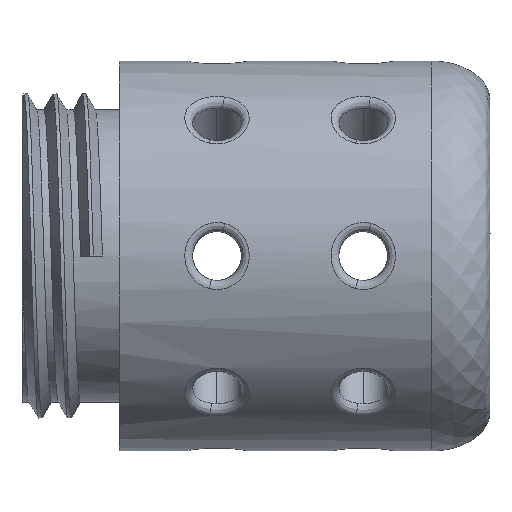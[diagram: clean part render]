
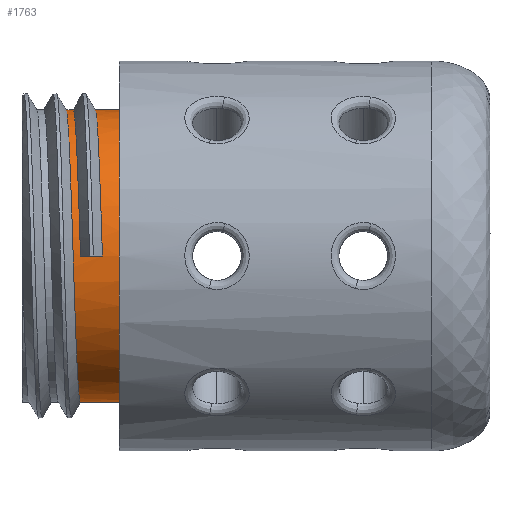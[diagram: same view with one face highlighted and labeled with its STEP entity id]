
A CAD part, left-side view. The second image highlights one B-rep face of the part: STEP entity #1763.
In plain terms, the highlighted cylindrical face has radius 15 mm (diameter 30 mm), a partial arc.
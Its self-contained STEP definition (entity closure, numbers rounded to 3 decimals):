
#199 = DIRECTION ( 'NONE',  ( 0., -1., 0. ) ) ;
#384 = CARTESIAN_POINT ( 'NONE',  ( -12.135, 2.05, 8.817 ) ) ;
#510 = CARTESIAN_POINT ( 'NONE',  ( -9.271, 5.2, 12.76 ) ) ;
#641 = VERTEX_POINT ( 'NONE', #20692 ) ;
#739 = CARTESIAN_POINT ( 'NONE',  ( -4.635, 4.15, -14.266 ) ) ;
#1672 = VECTOR ( 'NONE', #5059, 1000. ) ;
#1718 = LINE ( 'NONE', #22758, #1672 ) ;
#1763 = ADVANCED_FACE ( 'NONE', ( #16993 ), #20226, .T. ) ;
#2448 = ORIENTED_EDGE ( 'NONE', *, *, #15985, .T. ) ;
#2476 = VERTEX_POINT ( 'NONE', #5220 ) ;
#2478 = CARTESIAN_POINT ( 'NONE',  ( -15., 4.6, -4.874 ) ) ;
#2599 = VERTEX_POINT ( 'NONE', #8479 ) ;
#3690 = CARTESIAN_POINT ( 'NONE',  ( -12.135, 4.3, 8.817 ) ) ;
#3968 = CARTESIAN_POINT ( 'NONE',  ( -4.635, 5.35, 14.266 ) ) ;
#3987 = CARTESIAN_POINT ( 'NONE',  ( 0., 4.75, 15. ) ) ;
#4201 = CARTESIAN_POINT ( 'NONE',  ( -12.135, 4.45, -8.817 ) ) ;
#4796 = DIRECTION ( 'NONE',  ( 0., 0., 1. ) ) ;
#5059 = DIRECTION ( 'NONE',  ( 0., -1., 0. ) ) ;
#5220 = CARTESIAN_POINT ( 'NONE',  ( 0., 5.5, 15. ) ) ;
#5281 = VECTOR ( 'NONE', #7656, 1000. ) ;
#5433 = EDGE_CURVE ( 'NONE', #641, #2599, #8114, .T. ) ;
#5577 = CARTESIAN_POINT ( 'NONE',  ( -2.376, 2.423, 15. ) ) ;
#5643 = CARTESIAN_POINT ( 'NONE',  ( -15., 4.15, 4.874 ) ) ;
#5696 = CARTESIAN_POINT ( 'NONE',  ( -2.376, 5.423, 15. ) ) ;
#5882 = CARTESIAN_POINT ( 'NONE',  ( 0., 4.75, 15. ) ) ;
#5909 = LINE ( 'NONE', #11249, #5281 ) ;
#6493 =( BOUNDED_CURVE ( )  B_SPLINE_CURVE ( 2, ( #9067, #5696, #3968, #510, #14623, #12995, #12877, #2478, #4201, #9521, #739, #7784, #16116 ),
 .UNSPECIFIED., .F., .F. ) 
 B_SPLINE_CURVE_WITH_KNOTS ( ( 3, 2, 2, 2, 2, 2, 3 ),
 ( 0.583, 0.6, 0.633, 0.667, 0.7, 0.733, 0.75 ),
 .UNSPECIFIED. ) 
 CURVE ( )  GEOMETRIC_REPRESENTATION_ITEM ( )  RATIONAL_B_SPLINE_CURVE ( ( 0.976, 0.976, 1., 0.951, 1., 0.951, 1., 0.951, 1., 0.951, 1., 0.976, 0.976 ) ) 
 REPRESENTATION_ITEM ( '' )  );
#6587 = DIRECTION ( 'NONE',  ( 0., -1., 0. ) ) ;
#6841 = VERTEX_POINT ( 'NONE', #7590 ) ;
#7590 = CARTESIAN_POINT ( 'NONE',  ( 0., 0., -15. ) ) ;
#7656 = DIRECTION ( 'NONE',  ( 0., -1., 0. ) ) ;
#7784 = CARTESIAN_POINT ( 'NONE',  ( -2.376, 4.077, -15. ) ) ;
#7853 = EDGE_CURVE ( 'NONE', #2476, #18714, #8988, .T. ) ;
#7877 = CARTESIAN_POINT ( 'NONE',  ( 0., 0., 15. ) ) ;
#8114 =( BOUNDED_CURVE ( )  B_SPLINE_CURVE ( 2, ( #11269, #5577, #18301, #18183, #384, #21548, #9411 ),
 .UNSPECIFIED., .F., .F. ) 
 B_SPLINE_CURVE_WITH_KNOTS ( ( 3, 2, 2, 3 ),
 ( 0.917, 0.933, 0.967, 1. ),
 .UNSPECIFIED. ) 
 CURVE ( )  GEOMETRIC_REPRESENTATION_ITEM ( )  RATIONAL_B_SPLINE_CURVE ( ( 0.976, 0.976, 1., 0.951, 1., 0.951, 1. ) ) 
 REPRESENTATION_ITEM ( '' )  );
#8479 = CARTESIAN_POINT ( 'NONE',  ( -15., 1.75, 0. ) ) ;
#8943 = VERTEX_POINT ( 'NONE', #13534 ) ;
#8988 = LINE ( 'NONE', #12683, #10771 ) ;
#9018 = CARTESIAN_POINT ( 'NONE',  ( -9.271, 4.45, 12.76 ) ) ;
#9067 = CARTESIAN_POINT ( 'NONE',  ( 0., 5.5, 15. ) ) ;
#9411 = CARTESIAN_POINT ( 'NONE',  ( -15., 1.75, 0. ) ) ;
#9521 = CARTESIAN_POINT ( 'NONE',  ( -9.271, 4.3, -12.76 ) ) ;
#9942 = ORIENTED_EDGE ( 'NONE', *, *, #17982, .T. ) ;
#10736 = ORIENTED_EDGE ( 'NONE', *, *, #15570, .F. ) ;
#10771 = VECTOR ( 'NONE', #199, 1000. ) ;
#11198 = AXIS2_PLACEMENT_3D ( 'NONE', #22156, #11988, #4796 ) ;
#11249 = CARTESIAN_POINT ( 'NONE',  ( 0., 10., -15. ) ) ;
#11269 = CARTESIAN_POINT ( 'NONE',  ( 0., 2.5, 15. ) ) ;
#11832 = AXIS2_PLACEMENT_3D ( 'NONE', #21856, #16884, #16769 ) ;
#11988 = DIRECTION ( 'NONE',  ( 0., 1., 0. ) ) ;
#12671 = VERTEX_POINT ( 'NONE', #7877 ) ;
#12683 = CARTESIAN_POINT ( 'NONE',  ( 0., 10., 15. ) ) ;
#12711 =( BOUNDED_CURVE ( )  B_SPLINE_CURVE ( 2, ( #5882, #12945, #21503, #9018, #3690, #5643, #18017 ),
 .UNSPECIFIED., .F., .F. ) 
 B_SPLINE_CURVE_WITH_KNOTS ( ( 3, 2, 2, 3 ),
 ( 0.917, 0.933, 0.967, 1. ),
 .UNSPECIFIED. ) 
 CURVE ( )  GEOMETRIC_REPRESENTATION_ITEM ( )  RATIONAL_B_SPLINE_CURVE ( ( 0.976, 0.976, 1., 0.951, 1., 0.951, 1. ) ) 
 REPRESENTATION_ITEM ( '' )  );
#12877 = CARTESIAN_POINT ( 'NONE',  ( -15., 4.75, 0. ) ) ;
#12945 = CARTESIAN_POINT ( 'NONE',  ( -2.376, 4.673, 15. ) ) ;
#12995 = CARTESIAN_POINT ( 'NONE',  ( -15., 4.9, 4.874 ) ) ;
#13534 = CARTESIAN_POINT ( 'NONE',  ( -15., 4., 0. ) ) ;
#13968 = ORIENTED_EDGE ( 'NONE', *, *, #17292, .F. ) ;
#14150 = CIRCLE ( 'NONE', #11198, 15. ) ;
#14623 = CARTESIAN_POINT ( 'NONE',  ( -12.135, 5.05, 8.817 ) ) ;
#15116 = VERTEX_POINT ( 'NONE', #18053 ) ;
#15570 = EDGE_CURVE ( 'NONE', #8943, #2599, #20585, .T. ) ;
#15985 = EDGE_CURVE ( 'NONE', #2476, #15116, #6493, .T. ) ;
#16116 = CARTESIAN_POINT ( 'NONE',  ( 0., 4., -15. ) ) ;
#16616 = ORIENTED_EDGE ( 'NONE', *, *, #7853, .F. ) ;
#16769 = DIRECTION ( 'NONE',  ( 0., 0., -1. ) ) ;
#16884 = DIRECTION ( 'NONE',  ( 0., -1., 0. ) ) ;
#16895 = EDGE_CURVE ( 'NONE', #6841, #12671, #14150, .T. ) ;
#16993 = FACE_OUTER_BOUND ( 'NONE', #22686, .T. ) ;
#17292 = EDGE_CURVE ( 'NONE', #18714, #8943, #12711, .T. ) ;
#17412 = ORIENTED_EDGE ( 'NONE', *, *, #5433, .T. ) ;
#17982 = EDGE_CURVE ( 'NONE', #15116, #6841, #5909, .T. ) ;
#18017 = CARTESIAN_POINT ( 'NONE',  ( -15., 4., 0. ) ) ;
#18053 = CARTESIAN_POINT ( 'NONE',  ( 0., 4., -15. ) ) ;
#18183 = CARTESIAN_POINT ( 'NONE',  ( -9.271, 2.2, 12.76 ) ) ;
#18301 = CARTESIAN_POINT ( 'NONE',  ( -4.635, 2.35, 14.266 ) ) ;
#18714 = VERTEX_POINT ( 'NONE', #3987 ) ;
#18764 = ORIENTED_EDGE ( 'NONE', *, *, #21234, .F. ) ;
#20105 = VECTOR ( 'NONE', #6587, 1000. ) ;
#20226 = CYLINDRICAL_SURFACE ( 'NONE', #11832, 15. ) ;
#20585 = LINE ( 'NONE', #22432, #20105 ) ;
#20692 = CARTESIAN_POINT ( 'NONE',  ( 0., 2.5, 15. ) ) ;
#21234 = EDGE_CURVE ( 'NONE', #641, #12671, #1718, .T. ) ;
#21503 = CARTESIAN_POINT ( 'NONE',  ( -4.635, 4.6, 14.266 ) ) ;
#21548 = CARTESIAN_POINT ( 'NONE',  ( -15., 1.9, 4.874 ) ) ;
#21856 = CARTESIAN_POINT ( 'NONE',  ( 0., 10., 0. ) ) ;
#22156 = CARTESIAN_POINT ( 'NONE',  ( 0., 0., 0. ) ) ;
#22283 = ORIENTED_EDGE ( 'NONE', *, *, #16895, .T. ) ;
#22432 = CARTESIAN_POINT ( 'NONE',  ( -15., 2.875, 0. ) ) ;
#22686 = EDGE_LOOP ( 'NONE', ( #16616, #2448, #9942, #22283, #18764, #17412, #10736, #13968 ) ) ;
#22758 = CARTESIAN_POINT ( 'NONE',  ( 0., 10., 15. ) ) ;
